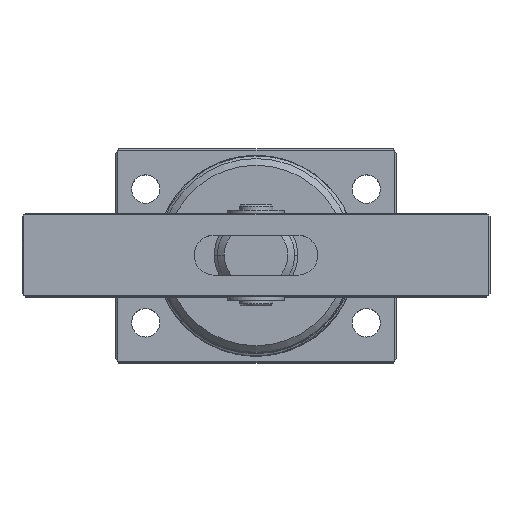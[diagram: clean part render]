
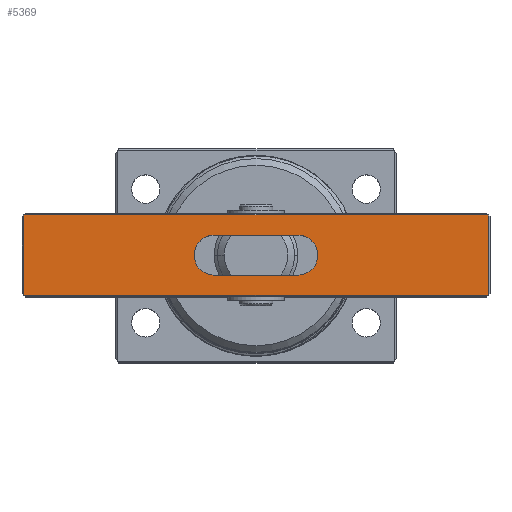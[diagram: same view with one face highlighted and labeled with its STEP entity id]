
A CAD part, top view. The second image highlights one B-rep face of the part: STEP entity #5369.
In plain terms, the highlighted planar face has unit normal (0, 0, 1).
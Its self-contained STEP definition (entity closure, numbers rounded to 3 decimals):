
#11 = VERTEX_POINT ( 'NONE', #4487 ) ;
#190 = VECTOR ( 'NONE', #897, 1000. ) ;
#285 = CARTESIAN_POINT ( 'NONE',  ( 69.5, -12., 25. ) ) ;
#447 = ORIENTED_EDGE ( 'NONE', *, *, #10370, .F. ) ;
#582 = DIRECTION ( 'NONE',  ( -1., 0., 0. ) ) ;
#651 = DIRECTION ( 'NONE',  ( 1., 0., 0. ) ) ;
#897 = DIRECTION ( 'NONE',  ( 1., 0., 0. ) ) ;
#1129 = VECTOR ( 'NONE', #582, 1000. ) ;
#1218 = LINE ( 'NONE', #2165, #10497 ) ;
#1454 = VERTEX_POINT ( 'NONE', #285 ) ;
#1515 = VERTEX_POINT ( 'NONE', #9340 ) ;
#1585 = LINE ( 'NONE', #7896, #10856 ) ;
#1587 = EDGE_CURVE ( 'NONE', #11, #6646, #8031, .T. ) ;
#1632 = CARTESIAN_POINT ( 'NONE',  ( 12.5, 0., 25. ) ) ;
#1796 = VECTOR ( 'NONE', #8179, 1000. ) ;
#1826 = FACE_BOUND ( 'NONE', #7804, .T. ) ;
#2066 = AXIS2_PLACEMENT_3D ( 'NONE', #3805, #10116, #4692 ) ;
#2165 = CARTESIAN_POINT ( 'NONE',  ( 69.5, 12.5, 25. ) ) ;
#2215 = VECTOR ( 'NONE', #3601, 1000. ) ;
#2403 = VERTEX_POINT ( 'NONE', #3552 ) ;
#2530 = DIRECTION ( 'NONE',  ( 1., 0., 0. ) ) ;
#2719 = CARTESIAN_POINT ( 'NONE',  ( 70., -12., 25. ) ) ;
#2953 = VERTEX_POINT ( 'NONE', #9607 ) ;
#2999 = AXIS2_PLACEMENT_3D ( 'NONE', #9626, #6035, #651 ) ;
#3046 = DIRECTION ( 'NONE',  ( 0., 0., 1. ) ) ;
#3552 = CARTESIAN_POINT ( 'NONE',  ( -69.5, 12., 25. ) ) ;
#3601 = DIRECTION ( 'NONE',  ( 1., 0., 0. ) ) ;
#3744 = ORIENTED_EDGE ( 'NONE', *, *, #1587, .F. ) ;
#3805 = CARTESIAN_POINT ( 'NONE',  ( -12.5, 0., 25. ) ) ;
#3974 = EDGE_CURVE ( 'NONE', #5587, #11, #1585, .T. ) ;
#4096 = AXIS2_PLACEMENT_3D ( 'NONE', #1632, #7928, #2530 ) ;
#4461 = FACE_OUTER_BOUND ( 'NONE', #10919, .T. ) ;
#4487 = CARTESIAN_POINT ( 'NONE',  ( -12.5, 6., 25. ) ) ;
#4692 = DIRECTION ( 'NONE',  ( 1., 0., 0. ) ) ;
#4804 = ORIENTED_EDGE ( 'NONE', *, *, #7133, .T. ) ;
#4903 = VERTEX_POINT ( 'NONE', #5929 ) ;
#5096 = ORIENTED_EDGE ( 'NONE', *, *, #5695, .T. ) ;
#5124 = PLANE ( 'NONE',  #2999 ) ;
#5369 = ADVANCED_FACE ( 'NONE', ( #4461, #1826 ), #5124, .T. ) ;
#5587 = VERTEX_POINT ( 'NONE', #7149 ) ;
#5695 = EDGE_CURVE ( 'NONE', #1515, #1454, #9394, .T. ) ;
#5929 = CARTESIAN_POINT ( 'NONE',  ( -12.5, -6., 25. ) ) ;
#5960 = ORIENTED_EDGE ( 'NONE', *, *, #6994, .T. ) ;
#6035 = DIRECTION ( 'NONE',  ( 0., 0., 1. ) ) ;
#6090 = DIRECTION ( 'NONE',  ( -1., 0., 0. ) ) ;
#6173 = LINE ( 'NONE', #10569, #1129 ) ;
#6646 = VERTEX_POINT ( 'NONE', #9308 ) ;
#6844 = LINE ( 'NONE', #9976, #1796 ) ;
#6994 = EDGE_CURVE ( 'NONE', #2403, #1515, #6844, .T. ) ;
#7133 = EDGE_CURVE ( 'NONE', #1454, #7972, #1218, .T. ) ;
#7149 = CARTESIAN_POINT ( 'NONE',  ( 12.5, 6., 25. ) ) ;
#7207 = CARTESIAN_POINT ( 'NONE',  ( -12.5, -6., 25. ) ) ;
#7667 = CIRCLE ( 'NONE', #4096, 6. ) ;
#7804 = EDGE_LOOP ( 'NONE', ( #447, #9422, #3744, #7827, #8682 ) ) ;
#7822 = ORIENTED_EDGE ( 'NONE', *, *, #11113, .T. ) ;
#7827 = ORIENTED_EDGE ( 'NONE', *, *, #3974, .F. ) ;
#7896 = CARTESIAN_POINT ( 'NONE',  ( -12.5, 6., 25. ) ) ;
#7928 = DIRECTION ( 'NONE',  ( 0., 0., 1. ) ) ;
#7972 = VERTEX_POINT ( 'NONE', #11285 ) ;
#8031 = CIRCLE ( 'NONE', #2066, 6. ) ;
#8179 = DIRECTION ( 'NONE',  ( 0., -1., 0. ) ) ;
#8434 = CARTESIAN_POINT ( 'NONE',  ( -12.5, 0., 25. ) ) ;
#8565 = AXIS2_PLACEMENT_3D ( 'NONE', #8434, #3046, #9335 ) ;
#8682 = ORIENTED_EDGE ( 'NONE', *, *, #10237, .F. ) ;
#9218 = LINE ( 'NONE', #7207, #190 ) ;
#9308 = CARTESIAN_POINT ( 'NONE',  ( -18.5, 0., 25. ) ) ;
#9335 = DIRECTION ( 'NONE',  ( 1., 0., 0. ) ) ;
#9340 = CARTESIAN_POINT ( 'NONE',  ( -69.5, -12., 25. ) ) ;
#9352 = CIRCLE ( 'NONE', #8565, 6. ) ;
#9394 = LINE ( 'NONE', #2719, #2215 ) ;
#9422 = ORIENTED_EDGE ( 'NONE', *, *, #9890, .F. ) ;
#9607 = CARTESIAN_POINT ( 'NONE',  ( 12.5, -6., 25. ) ) ;
#9626 = CARTESIAN_POINT ( 'NONE',  ( 0., 0., 25. ) ) ;
#9890 = EDGE_CURVE ( 'NONE', #6646, #4903, #9352, .T. ) ;
#9976 = CARTESIAN_POINT ( 'NONE',  ( -69.5, -12.5, 25. ) ) ;
#10116 = DIRECTION ( 'NONE',  ( 0., 0., 1. ) ) ;
#10237 = EDGE_CURVE ( 'NONE', #2953, #5587, #7667, .T. ) ;
#10265 = DIRECTION ( 'NONE',  ( 0., 1., 0. ) ) ;
#10370 = EDGE_CURVE ( 'NONE', #4903, #2953, #9218, .T. ) ;
#10497 = VECTOR ( 'NONE', #10265, 1000. ) ;
#10569 = CARTESIAN_POINT ( 'NONE',  ( -70., 12., 25. ) ) ;
#10856 = VECTOR ( 'NONE', #6090, 1000. ) ;
#10919 = EDGE_LOOP ( 'NONE', ( #5096, #4804, #7822, #5960 ) ) ;
#11113 = EDGE_CURVE ( 'NONE', #7972, #2403, #6173, .T. ) ;
#11285 = CARTESIAN_POINT ( 'NONE',  ( 69.5, 12., 25. ) ) ;
